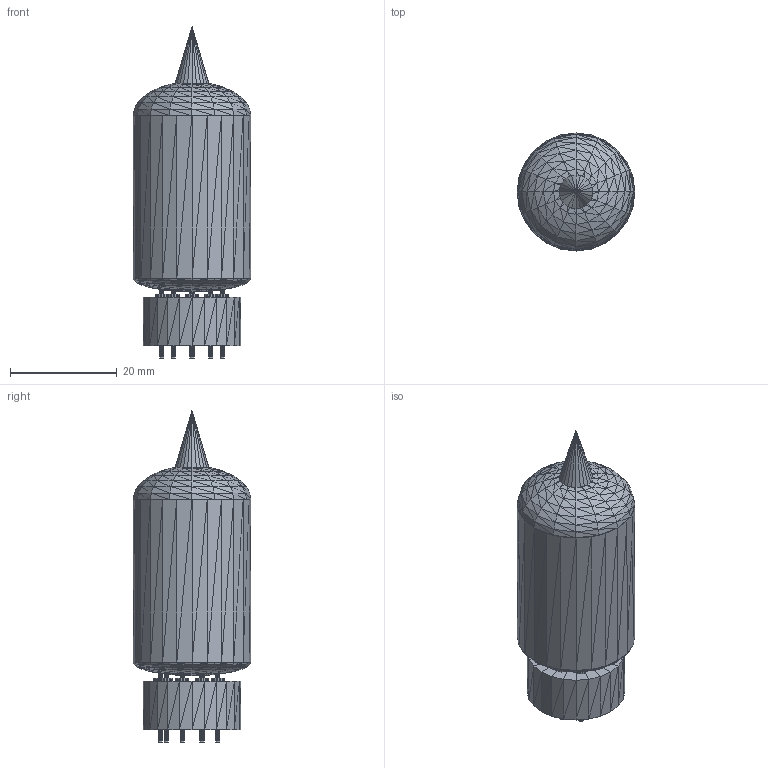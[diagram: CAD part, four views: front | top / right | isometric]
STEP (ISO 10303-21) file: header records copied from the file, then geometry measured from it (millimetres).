
FILE_DESCRIPTION(('HOOPS Exchange Step'),'2;1');
FILE_NAME('NOVTUBEWSKT.stp');
FILE_SCHEMA( ('AP242_MANAGED_MODEL_BASED_3D_ENGINEERING_MIM_LF {1 0 10303 442 1 1 4 }') );
Length unit declared in the file: inch
Products named in the file (45): NOVTUBEWSKT_2; NOVTUBEWSKT_3; NOVTUBEWSKT_4; NOVTUBEWSKT_5; NOVTUBEWSKT_6; NOVTUBEWSKT_7; NOVTUBEWSKT_8; NOVTUBEWSKT_9; NOVTUBEWSKT_10; NOVTUBEWSKT_11; NOVTUBEWSKT_12; NOVTUBEWSKT_13; NOVTUBEWSKT_14; NOVTUBEWSKT_15; NOVTUBEWSKT_16; NOVTUBEWSKT_17; NOVTUBEWSKT_18; NOVTUBEWSKT_19; NOVTUBEWSKT_20; NOVTUBEWSKT_21; NOVTUBEWSKT_22; NOVTUBEWSKT_23; NOVTUBEWSKT_24; NOVTUBEWSKT_25; NOVTUBEWSKT_26; NOVTUBEWSKT_27; NOVTUBEWSKT_28; NOVTUBEWSKT_29; NOVTUBEWSKT_30; NOVTUBEWSKT_31; NOVTUBEWSKT_32; NOVTUBEWSKT_33; NOVTUBEWSKT_34; NOVTUBEWSKT_35; NOVTUBEWSKT_36; NOVTUBEWSKT_37; NOVTUBEWSKT_38; NOVTUBEWSKT_39; NOVTUBEWSKT_40; NOVTUBEWSKT_41 ...
Assembly tree (44 placements, depth 2):
  NOVTUBEWSKT
    NOVTUBEWSKT_2
    NOVTUBEWSKT_3
    NOVTUBEWSKT_4
    NOVTUBEWSKT_5
    NOVTUBEWSKT_6
    NOVTUBEWSKT_7
    NOVTUBEWSKT_8
    NOVTUBEWSKT_9
    NOVTUBEWSKT_10
    NOVTUBEWSKT_11
    NOVTUBEWSKT_12
    NOVTUBEWSKT_13
    NOVTUBEWSKT_14
    NOVTUBEWSKT_15
    NOVTUBEWSKT_16
    NOVTUBEWSKT_17
    NOVTUBEWSKT_18
    NOVTUBEWSKT_19
    NOVTUBEWSKT_20
    NOVTUBEWSKT_21
    NOVTUBEWSKT_22
    NOVTUBEWSKT_23
    NOVTUBEWSKT_24
    NOVTUBEWSKT_25
    NOVTUBEWSKT_26
    NOVTUBEWSKT_27
    NOVTUBEWSKT_28
    NOVTUBEWSKT_29
    NOVTUBEWSKT_30
    NOVTUBEWSKT_31
    NOVTUBEWSKT_32
    NOVTUBEWSKT_33
    NOVTUBEWSKT_34
    NOVTUBEWSKT_35
    NOVTUBEWSKT_36
    NOVTUBEWSKT_37
    NOVTUBEWSKT_38
    NOVTUBEWSKT_39
    NOVTUBEWSKT_40
    NOVTUBEWSKT_41
    NOVTUBEWSKT_42
    NOVTUBEWSKT_43
    NOVTUBEWSKT_44
    NOVTUBEWSKT_45
Bounding box: 22.1 x 22.1 x 62.29 mm (x, y, z)
Volume: 9366.5 mm3; surface area: 10558.3 mm2
Topology: 44 solids, 44 shells, 4360 faces, 6540 edges, 2266 vertices
Faces by surface type: plane 4360
Entity records: 87107 total; most frequent: DIRECTION 15440, CARTESIAN_POINT 13256, ORIENTED_EDGE 13080, VECTOR 6540, LINE 6540, EDGE_CURVE 6540, AXIS2_PLACEMENT_3D 4450, PLANE 4360
